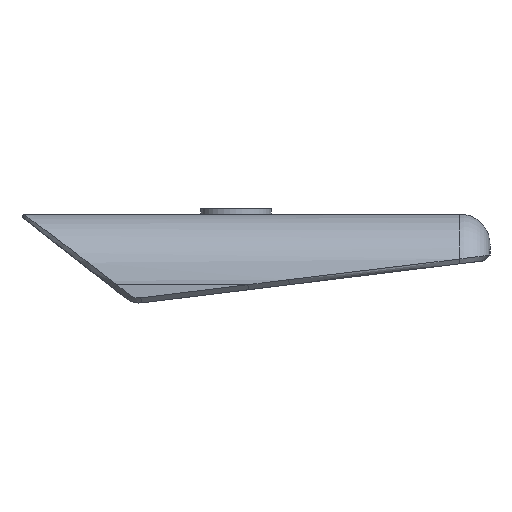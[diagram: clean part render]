
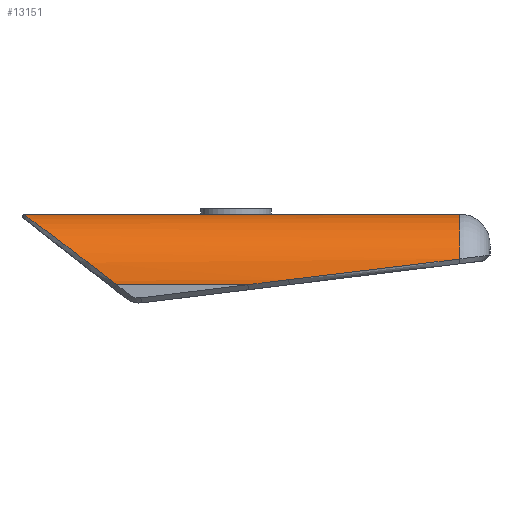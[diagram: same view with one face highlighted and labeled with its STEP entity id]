
A CAD part, left-side view. The second image highlights one B-rep face of the part: STEP entity #13151.
In plain terms, the highlighted cylindrical face has radius 7 mm (diameter 14 mm), a partial arc.
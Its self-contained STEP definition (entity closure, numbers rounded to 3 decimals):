
#72=CYLINDRICAL_SURFACE('',#13634,7.);
#227=CIRCLE('',#13574,7.);
#1088=B_SPLINE_CURVE_WITH_KNOTS('',3,(#26028,#26029,#26030,#26031),
 .UNSPECIFIED.,.F.,.F.,(4,4),(-0.816,-0.809),
 .UNSPECIFIED.);
#1089=B_SPLINE_CURVE_WITH_KNOTS('',3,(#26050,#26051,#26052,#26053),
 .UNSPECIFIED.,.F.,.F.,(4,4),(1.27,1.571),
 .UNSPECIFIED.);
#1090=B_SPLINE_CURVE_WITH_KNOTS('',3,(#26070,#26071,#26072,#26073),
 .UNSPECIFIED.,.F.,.F.,(4,4),(-1.203,-0.796),
 .UNSPECIFIED.);
#1092=B_SPLINE_CURVE_WITH_KNOTS('',3,(#26099,#26100,#26101,#26102),
 .UNSPECIFIED.,.F.,.F.,(4,4),(-0.805,-0.741),
 .UNSPECIFIED.);
#1093=B_SPLINE_CURVE_WITH_KNOTS('',3,(#26131,#26132,#26133,#26134,#26135,
#26136,#26137),.UNSPECIFIED.,.F.,.F.,(4,1,1,1,4),(-1.571,-1.122,
-0.673,-0.449,0.),.UNSPECIFIED.);
#2193=FACE_OUTER_BOUND('',#2983,.T.);
#2983=EDGE_LOOP('',(#12005,#12006,#12007,#12008,#12009,#12010,#12011,#12012));
#3793=LINE('',#25137,#4811);
#3939=LINE('',#26075,#4957);
#4811=VECTOR('',#14745,10.);
#4957=VECTOR('',#15283,10.);
#6082=VERTEX_POINT('',#25131);
#6084=VERTEX_POINT('',#25135);
#6210=VERTEX_POINT('',#25499);
#6221=VERTEX_POINT('',#25598);
#6242=VERTEX_POINT('',#25766);
#6297=VERTEX_POINT('',#26026);
#6298=VERTEX_POINT('',#26048);
#6300=VERTEX_POINT('',#26093);
#7872=EDGE_CURVE('',#6082,#6084,#3793,.T.);
#8149=EDGE_CURVE('',#6242,#6297,#1088,.T.);
#8151=EDGE_CURVE('',#6297,#6298,#1089,.T.);
#8152=EDGE_CURVE('',#6298,#6210,#1090,.T.);
#8153=EDGE_CURVE('',#6221,#6210,#3939,.T.);
#8156=EDGE_CURVE('',#6221,#6300,#1092,.T.);
#8157=EDGE_CURVE('',#6300,#6084,#1093,.T.);
#8177=EDGE_CURVE('',#6082,#6242,#227,.T.);
#12005=ORIENTED_EDGE('',*,*,#8156,.F.);
#12006=ORIENTED_EDGE('',*,*,#8153,.T.);
#12007=ORIENTED_EDGE('',*,*,#8152,.F.);
#12008=ORIENTED_EDGE('',*,*,#8151,.F.);
#12009=ORIENTED_EDGE('',*,*,#8149,.F.);
#12010=ORIENTED_EDGE('',*,*,#8177,.F.);
#12011=ORIENTED_EDGE('',*,*,#7872,.T.);
#12012=ORIENTED_EDGE('',*,*,#8157,.F.);
#13151=ADVANCED_FACE('',(#2193),#72,.T.);
#13574=AXIS2_PLACEMENT_3D('',#26288,#15307,#15308);
#13634=AXIS2_PLACEMENT_3D('',#26501,#15492,#15493);
#14745=DIRECTION('',(0.,1.,0.));
#15283=DIRECTION('',(0.,-1.,0.));
#15307=DIRECTION('center_axis',(0.,-1.,0.));
#15308=DIRECTION('ref_axis',(-0.571,0.,0.821));
#15492=DIRECTION('center_axis',(0.,-1.,0.));
#15493=DIRECTION('ref_axis',(-0.707,0.,0.707));
#25131=CARTESIAN_POINT('',(-869.139,74.18,-5.6));
#25135=CARTESIAN_POINT('',(-869.139,117.4,-5.6));
#25137=CARTESIAN_POINT('',(-869.139,122.04,-5.6));
#25499=CARTESIAN_POINT('',(-876.139,95.154,-12.6));
#25598=CARTESIAN_POINT('',(-876.139,108.129,-12.6));
#25766=CARTESIAN_POINT('',(-875.659,74.18,-10.052));
#26026=CARTESIAN_POINT('',(-875.662,74.244,-10.06));
#26028=CARTESIAN_POINT('Ctrl Pts',(-875.659,74.18,-10.052));
#26029=CARTESIAN_POINT('Ctrl Pts',(-875.66,74.202,-10.055));
#26030=CARTESIAN_POINT('Ctrl Pts',(-875.661,74.223,-10.058));
#26031=CARTESIAN_POINT('Ctrl Pts',(-875.662,74.244,-10.06));
#26048=CARTESIAN_POINT('',(-876.122,91.113,-12.104));
#26050=CARTESIAN_POINT('Ctrl Pts',(-875.662,74.244,-10.06));
#26051=CARTESIAN_POINT('Ctrl Pts',(-875.917,79.696,-10.713));
#26052=CARTESIAN_POINT('Ctrl Pts',(-876.072,85.403,-11.405));
#26053=CARTESIAN_POINT('Ctrl Pts',(-876.122,91.113,-12.104));
#26070=CARTESIAN_POINT('Ctrl Pts',(-876.122,91.113,-12.104));
#26071=CARTESIAN_POINT('Ctrl Pts',(-876.134,92.46,-12.269));
#26072=CARTESIAN_POINT('Ctrl Pts',(-876.139,93.807,-12.435));
#26073=CARTESIAN_POINT('Ctrl Pts',(-876.139,95.154,-12.6));
#26075=CARTESIAN_POINT('',(-876.139,122.04,-12.6));
#26093=CARTESIAN_POINT('',(-876.128,108.633,-12.206));
#26099=CARTESIAN_POINT('Ctrl Pts',(-876.139,108.129,-12.6));
#26100=CARTESIAN_POINT('Ctrl Pts',(-876.139,108.297,-12.469));
#26101=CARTESIAN_POINT('Ctrl Pts',(-876.136,108.465,-12.337));
#26102=CARTESIAN_POINT('Ctrl Pts',(-876.128,108.633,-12.206));
#26131=CARTESIAN_POINT('Ctrl Pts',(-876.128,108.633,-12.206));
#26132=CARTESIAN_POINT('Ctrl Pts',(-876.069,109.973,-11.161));
#26133=CARTESIAN_POINT('Ctrl Pts',(-875.475,112.642,-9.106));
#26134=CARTESIAN_POINT('Ctrl Pts',(-873.725,115.274,-7.14));
#26135=CARTESIAN_POINT('Ctrl Pts',(-871.533,116.986,-5.891));
#26136=CARTESIAN_POINT('Ctrl Pts',(-870.091,117.4,-5.6));
#26137=CARTESIAN_POINT('Ctrl Pts',(-869.139,117.4,-5.6));
#26288=CARTESIAN_POINT('Origin',(-869.139,74.18,-12.6));
#26501=CARTESIAN_POINT('Origin',(-869.139,122.04,-12.6));
